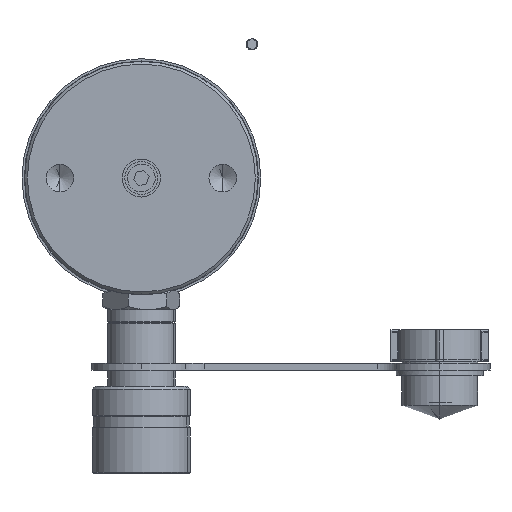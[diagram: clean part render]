
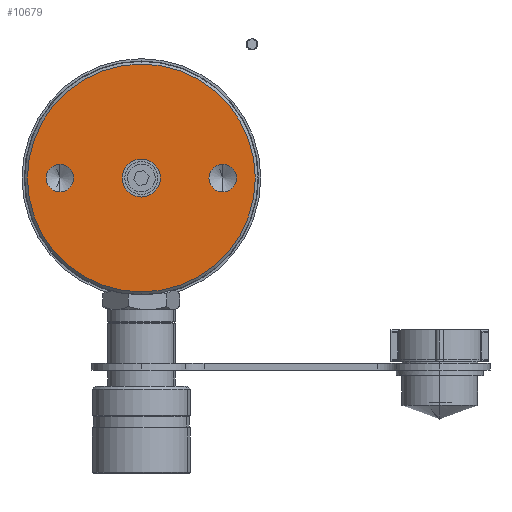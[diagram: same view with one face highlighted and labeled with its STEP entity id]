
A CAD part, left-side view. The second image highlights one B-rep face of the part: STEP entity #10679.
In plain terms, the highlighted planar face has unit normal (-1, 0, 0).
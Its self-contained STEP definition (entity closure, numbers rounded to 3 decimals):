
#28 = EDGE_CURVE ( 'NONE', #4380, #6171, #4659, .T. ) ;
#341 = CIRCLE ( 'NONE', #19523, 5.1 ) ;
#578 = DIRECTION ( 'NONE',  ( 0., 0., -1. ) ) ;
#866 = ORIENTED_EDGE ( 'NONE', *, *, #18667, .F. ) ;
#1133 = EDGE_CURVE ( 'NONE', #13565, #18727, #13210, .T. ) ;
#2048 = FACE_BOUND ( 'NONE', #14776, .T. ) ;
#2273 = CARTESIAN_POINT ( 'NONE',  ( 0., 0., 0. ) ) ;
#2385 = DIRECTION ( 'NONE',  ( -1., 0., 0. ) ) ;
#2718 = DIRECTION ( 'NONE',  ( -1., 0., 0. ) ) ;
#2870 = CARTESIAN_POINT ( 'NONE',  ( 0., -30., 5.1 ) ) ;
#3293 = DIRECTION ( 'NONE',  ( 0., 0., 1. ) ) ;
#4358 = CARTESIAN_POINT ( 'NONE',  ( 0., 0., 42. ) ) ;
#4375 = DIRECTION ( 'NONE',  ( 0., 0., -1. ) ) ;
#4380 = VERTEX_POINT ( 'NONE', #13510 ) ;
#4648 = CARTESIAN_POINT ( 'NONE',  ( 0., -30., -5.1 ) ) ;
#4653 = AXIS2_PLACEMENT_3D ( 'NONE', #11597, #14595, #3293 ) ;
#4659 = CIRCLE ( 'NONE', #14684, 7. ) ;
#4746 = DIRECTION ( 'NONE',  ( 0., 0., 1. ) ) ;
#4971 = AXIS2_PLACEMENT_3D ( 'NONE', #2273, #18003, #19374 ) ;
#5137 = CIRCLE ( 'NONE', #13836, 42. ) ;
#5193 = VERTEX_POINT ( 'NONE', #4648 ) ;
#5521 = EDGE_CURVE ( 'NONE', #6171, #4380, #17739, .T. ) ;
#5642 = DIRECTION ( 'NONE',  ( 0., 0., 1. ) ) ;
#6096 = CIRCLE ( 'NONE', #4653, 5.1 ) ;
#6171 = VERTEX_POINT ( 'NONE', #15506 ) ;
#6287 = EDGE_LOOP ( 'NONE', ( #11993, #9239 ) ) ;
#6383 = EDGE_CURVE ( 'NONE', #8036, #12435, #6829, .T. ) ;
#6776 = FACE_OUTER_BOUND ( 'NONE', #16960, .T. ) ;
#6829 = CIRCLE ( 'NONE', #8482, 42. ) ;
#7151 = EDGE_LOOP ( 'NONE', ( #866, #9428 ) ) ;
#7245 = DIRECTION ( 'NONE',  ( 0., 0., 1. ) ) ;
#7417 = ORIENTED_EDGE ( 'NONE', *, *, #5521, .F. ) ;
#7565 = CARTESIAN_POINT ( 'NONE',  ( 0., -30., 0. ) ) ;
#7670 = CARTESIAN_POINT ( 'NONE',  ( 0., 30., 0. ) ) ;
#7727 = CARTESIAN_POINT ( 'NONE',  ( 0., 0., 0. ) ) ;
#8036 = VERTEX_POINT ( 'NONE', #19114 ) ;
#8420 = DIRECTION ( 'NONE',  ( -1., 0., 0. ) ) ;
#8482 = AXIS2_PLACEMENT_3D ( 'NONE', #16364, #2718, #7245 ) ;
#8835 = ORIENTED_EDGE ( 'NONE', *, *, #28, .F. ) ;
#9070 = PLANE ( 'NONE',  #18518 ) ;
#9239 = ORIENTED_EDGE ( 'NONE', *, *, #1133, .F. ) ;
#9242 = CARTESIAN_POINT ( 'NONE',  ( 0., -30., 0. ) ) ;
#9428 = ORIENTED_EDGE ( 'NONE', *, *, #10734, .F. ) ;
#9541 = FACE_BOUND ( 'NONE', #6287, .T. ) ;
#10551 = EDGE_CURVE ( 'NONE', #12435, #8036, #5137, .T. ) ;
#10679 = ADVANCED_FACE ( 'NONE', ( #15983, #9541, #2048, #6776 ), #9070, .F. ) ;
#10683 = CARTESIAN_POINT ( 'NONE',  ( 0., 7., 0. ) ) ;
#10734 = EDGE_CURVE ( 'NONE', #18423, #5193, #341, .T. ) ;
#11163 = DIRECTION ( 'NONE',  ( -1., 0., 0. ) ) ;
#11405 = DIRECTION ( 'NONE',  ( 0., 0., 1. ) ) ;
#11597 = CARTESIAN_POINT ( 'NONE',  ( 0., 30., 0. ) ) ;
#11993 = ORIENTED_EDGE ( 'NONE', *, *, #17231, .F. ) ;
#12435 = VERTEX_POINT ( 'NONE', #4358 ) ;
#12762 = CARTESIAN_POINT ( 'NONE',  ( 0., 30., 5.1 ) ) ;
#13210 = CIRCLE ( 'NONE', #16249, 5.1 ) ;
#13510 = CARTESIAN_POINT ( 'NONE',  ( 0., 0., 7. ) ) ;
#13563 = CIRCLE ( 'NONE', #18538, 5.1 ) ;
#13565 = VERTEX_POINT ( 'NONE', #19220 ) ;
#13585 = ORIENTED_EDGE ( 'NONE', *, *, #10551, .T. ) ;
#13836 = AXIS2_PLACEMENT_3D ( 'NONE', #7727, #8420, #5642 ) ;
#14595 = DIRECTION ( 'NONE',  ( -1., 0., 0. ) ) ;
#14684 = AXIS2_PLACEMENT_3D ( 'NONE', #17391, #16254, #11405 ) ;
#14776 = EDGE_LOOP ( 'NONE', ( #8835, #7417 ) ) ;
#15320 = DIRECTION ( 'NONE',  ( 1., 0., 0. ) ) ;
#15506 = CARTESIAN_POINT ( 'NONE',  ( 0., 0., -7. ) ) ;
#15983 = FACE_BOUND ( 'NONE', #7151, .T. ) ;
#16249 = AXIS2_PLACEMENT_3D ( 'NONE', #7670, #2385, #4746 ) ;
#16254 = DIRECTION ( 'NONE',  ( -1., 0., 0. ) ) ;
#16364 = CARTESIAN_POINT ( 'NONE',  ( 0., 0., 0. ) ) ;
#16410 = DIRECTION ( 'NONE',  ( 0., 0., -1. ) ) ;
#16855 = ORIENTED_EDGE ( 'NONE', *, *, #6383, .T. ) ;
#16960 = EDGE_LOOP ( 'NONE', ( #16855, #13585 ) ) ;
#17231 = EDGE_CURVE ( 'NONE', #18727, #13565, #6096, .T. ) ;
#17391 = CARTESIAN_POINT ( 'NONE',  ( 0., 0., 0. ) ) ;
#17739 = CIRCLE ( 'NONE', #4971, 7. ) ;
#18003 = DIRECTION ( 'NONE',  ( -1., 0., 0. ) ) ;
#18423 = VERTEX_POINT ( 'NONE', #2870 ) ;
#18518 = AXIS2_PLACEMENT_3D ( 'NONE', #10683, #15320, #4375 ) ;
#18538 = AXIS2_PLACEMENT_3D ( 'NONE', #9242, #19058, #578 ) ;
#18667 = EDGE_CURVE ( 'NONE', #5193, #18423, #13563, .T. ) ;
#18727 = VERTEX_POINT ( 'NONE', #12762 ) ;
#19058 = DIRECTION ( 'NONE',  ( -1., 0., 0. ) ) ;
#19114 = CARTESIAN_POINT ( 'NONE',  ( 0., 0., -42. ) ) ;
#19220 = CARTESIAN_POINT ( 'NONE',  ( 0., 30., -5.1 ) ) ;
#19374 = DIRECTION ( 'NONE',  ( 0., 0., 1. ) ) ;
#19523 = AXIS2_PLACEMENT_3D ( 'NONE', #7565, #11163, #16410 ) ;
